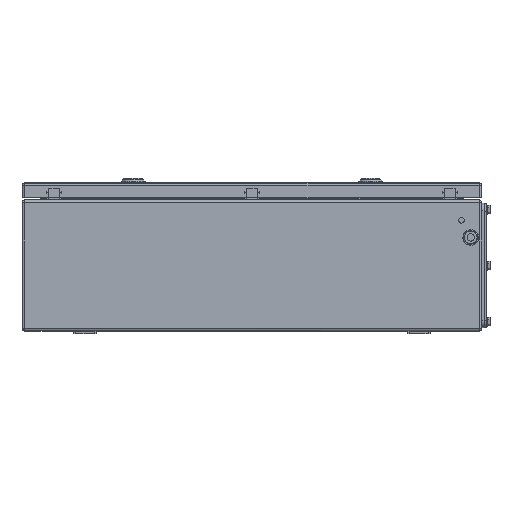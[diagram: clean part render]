
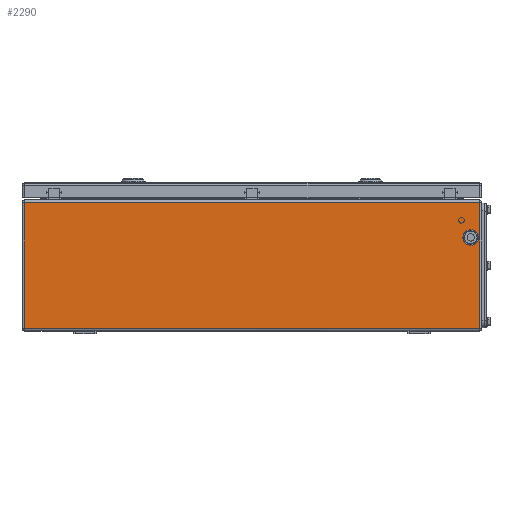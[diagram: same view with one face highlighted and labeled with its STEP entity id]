
A CAD part, left-side view. The second image highlights one B-rep face of the part: STEP entity #2290.
In plain terms, the highlighted planar face has unit normal (-1, 0, 0).
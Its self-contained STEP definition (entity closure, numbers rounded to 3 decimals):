
#2205=AXIS2_PLACEMENT_3D('Plane Axis2P3D',#2202,#2203,#2204) ;
#1650=CARTESIAN_POINT('Vertex',(25.5,14.,176.5)) ;
#1653=CARTESIAN_POINT('Line Origine',(25.5,14.,180.5)) ;
#1657=CARTESIAN_POINT('Vertex',(25.5,14.,7.5)) ;
#2202=CARTESIAN_POINT('Axis2P3D Location',(25.5,631.,180.5)) ;
#2207=CARTESIAN_POINT('Line Origine',(25.5,628.,92.)) ;
#2211=CARTESIAN_POINT('Vertex',(25.5,628.,176.5)) ;
#2213=CARTESIAN_POINT('Vertex',(25.5,628.,7.5)) ;
#2216=CARTESIAN_POINT('Line Origine',(25.5,321.,7.5)) ;
#2221=CARTESIAN_POINT('Line Origine',(25.5,321.,176.5)) ;
#2232=CARTESIAN_POINT('Line Origine',(25.5,31.15,130.)) ;
#2236=CARTESIAN_POINT('Vertex',(25.5,31.15,134.96)) ;
#2238=CARTESIAN_POINT('Vertex',(25.5,31.15,125.04)) ;
#2242=CARTESIAN_POINT('Control Point',(25.5,20.85,134.96)) ;
#2243=CARTESIAN_POINT('Control Point',(25.5,21.304,135.432)) ;
#2244=CARTESIAN_POINT('Control Point',(25.5,21.813,135.851)) ;
#2245=CARTESIAN_POINT('Control Point',(25.5,22.367,136.211)) ;
#2246=CARTESIAN_POINT('Control Point',(25.5,23.549,136.796)) ;
#2247=CARTESIAN_POINT('Control Point',(25.5,24.832,137.1)) ;
#2248=CARTESIAN_POINT('Control Point',(25.5,25.488,137.177)) ;
#2249=CARTESIAN_POINT('Control Point',(25.5,26.806,137.18)) ;
#2250=CARTESIAN_POINT('Control Point',(25.5,28.091,136.885)) ;
#2251=CARTESIAN_POINT('Control Point',(25.5,28.714,136.664)) ;
#2252=CARTESIAN_POINT('Control Point',(25.5,29.609,136.225)) ;
#2253=CARTESIAN_POINT('Control Point',(25.5,30.411,135.642)) ;
#2254=CARTESIAN_POINT('Control Point',(25.5,30.671,135.429)) ;
#2255=CARTESIAN_POINT('Control Point',(25.5,30.918,135.201)) ;
#2256=CARTESIAN_POINT('Control Point',(25.5,31.15,134.96)) ;
#2257=CARTESIAN_POINT('Vertex',(25.5,20.85,134.96)) ;
#2260=CARTESIAN_POINT('Line Origine',(25.5,20.85,130.)) ;
#2264=CARTESIAN_POINT('Vertex',(25.5,20.85,125.04)) ;
#2268=CARTESIAN_POINT('Control Point',(25.5,31.15,125.04)) ;
#2269=CARTESIAN_POINT('Control Point',(25.5,30.696,124.568)) ;
#2270=CARTESIAN_POINT('Control Point',(25.5,30.187,124.149)) ;
#2271=CARTESIAN_POINT('Control Point',(25.5,29.633,123.789)) ;
#2272=CARTESIAN_POINT('Control Point',(25.5,28.451,123.204)) ;
#2273=CARTESIAN_POINT('Control Point',(25.5,27.168,122.9)) ;
#2274=CARTESIAN_POINT('Control Point',(25.5,26.512,122.823)) ;
#2275=CARTESIAN_POINT('Control Point',(25.5,25.194,122.82)) ;
#2276=CARTESIAN_POINT('Control Point',(25.5,23.909,123.115)) ;
#2277=CARTESIAN_POINT('Control Point',(25.5,23.286,123.336)) ;
#2278=CARTESIAN_POINT('Control Point',(25.5,22.391,123.775)) ;
#2279=CARTESIAN_POINT('Control Point',(25.5,21.589,124.358)) ;
#2280=CARTESIAN_POINT('Control Point',(25.5,21.329,124.571)) ;
#2281=CARTESIAN_POINT('Control Point',(25.5,21.082,124.799)) ;
#2282=CARTESIAN_POINT('Control Point',(25.5,20.85,125.04)) ;
#1654=DIRECTION('Vector Direction',(0.,0.,-1.)) ;
#2203=DIRECTION('Axis2P3D Direction',(1.,0.,0.)) ;
#2204=DIRECTION('Axis2P3D XDirection',(0.,1.,0.)) ;
#2208=DIRECTION('Vector Direction',(0.,0.,-1.)) ;
#2217=DIRECTION('Vector Direction',(0.,-1.,0.)) ;
#2222=DIRECTION('Vector Direction',(0.,1.,0.)) ;
#2233=DIRECTION('Vector Direction',(0.,0.,-1.)) ;
#2261=DIRECTION('Vector Direction',(0.,0.,1.)) ;
#1655=VECTOR('Line Direction',#1654,1.) ;
#2209=VECTOR('Line Direction',#2208,1.) ;
#2218=VECTOR('Line Direction',#2217,1.) ;
#2223=VECTOR('Line Direction',#2222,1.) ;
#2234=VECTOR('Line Direction',#2233,1.) ;
#2262=VECTOR('Line Direction',#2261,1.) ;
#2227=ORIENTED_EDGE('',*,*,#2215,.T.) ;
#2228=ORIENTED_EDGE('',*,*,#2220,.T.) ;
#2229=ORIENTED_EDGE('',*,*,#1659,.T.) ;
#2230=ORIENTED_EDGE('',*,*,#2225,.T.) ;
#2285=ORIENTED_EDGE('',*,*,#2240,.F.) ;
#2286=ORIENTED_EDGE('',*,*,#2259,.F.) ;
#2287=ORIENTED_EDGE('',*,*,#2266,.F.) ;
#2288=ORIENTED_EDGE('',*,*,#2283,.F.) ;
#2289=FACE_BOUND('',#2284,.T.) ;
#2290=ADVANCED_FACE('51372_ASM_GH_KTB_QL_XXXxXXXxXXX_YGP_S3D-1/51372_GH_KTB_QL_XXXxXXXxXXX_YGP_S3D_S3D-1-solid1',(#2231,#2289),#2206,.F.) ;
#2241=B_SPLINE_CURVE_WITH_KNOTS('',5,(#2242,#2243,#2244,#2245,#2246,#2247,#2248,#2249,#2250,#2251,#2252,#2253,#2254,#2255,#2256),.UNSPECIFIED.,.F.,.U.,(6,3,3,3,6),(0.,4.631,9.263,13.894,16.264),.UNSPECIFIED.) ;
#2267=B_SPLINE_CURVE_WITH_KNOTS('',5,(#2268,#2269,#2270,#2271,#2272,#2273,#2274,#2275,#2276,#2277,#2278,#2279,#2280,#2281,#2282),.UNSPECIFIED.,.F.,.U.,(6,3,3,3,6),(0.,4.631,9.263,13.894,16.264),.UNSPECIFIED.) ;
#1659=EDGE_CURVE('',#1658,#1651,#1656,.F.) ;
#2215=EDGE_CURVE('',#2212,#2214,#2210,.T.) ;
#2220=EDGE_CURVE('',#2214,#1658,#2219,.T.) ;
#2225=EDGE_CURVE('',#1651,#2212,#2224,.T.) ;
#2240=EDGE_CURVE('',#2237,#2239,#2235,.T.) ;
#2259=EDGE_CURVE('',#2258,#2237,#2241,.T.) ;
#2266=EDGE_CURVE('',#2265,#2258,#2263,.T.) ;
#2283=EDGE_CURVE('',#2239,#2265,#2267,.T.) ;
#2226=EDGE_LOOP('',(#2227,#2228,#2229,#2230)) ;
#2284=EDGE_LOOP('',(#2285,#2286,#2287,#2288)) ;
#2231=FACE_OUTER_BOUND('',#2226,.T.) ;
#1656=LINE('Line',#1653,#1655) ;
#2210=LINE('Line',#2207,#2209) ;
#2219=LINE('Line',#2216,#2218) ;
#2224=LINE('Line',#2221,#2223) ;
#2235=LINE('Line',#2232,#2234) ;
#2263=LINE('Line',#2260,#2262) ;
#2206=PLANE('',#2205) ;
#1651=VERTEX_POINT('',#1650) ;
#1658=VERTEX_POINT('',#1657) ;
#2212=VERTEX_POINT('',#2211) ;
#2214=VERTEX_POINT('',#2213) ;
#2237=VERTEX_POINT('',#2236) ;
#2239=VERTEX_POINT('',#2238) ;
#2258=VERTEX_POINT('',#2257) ;
#2265=VERTEX_POINT('',#2264) ;
